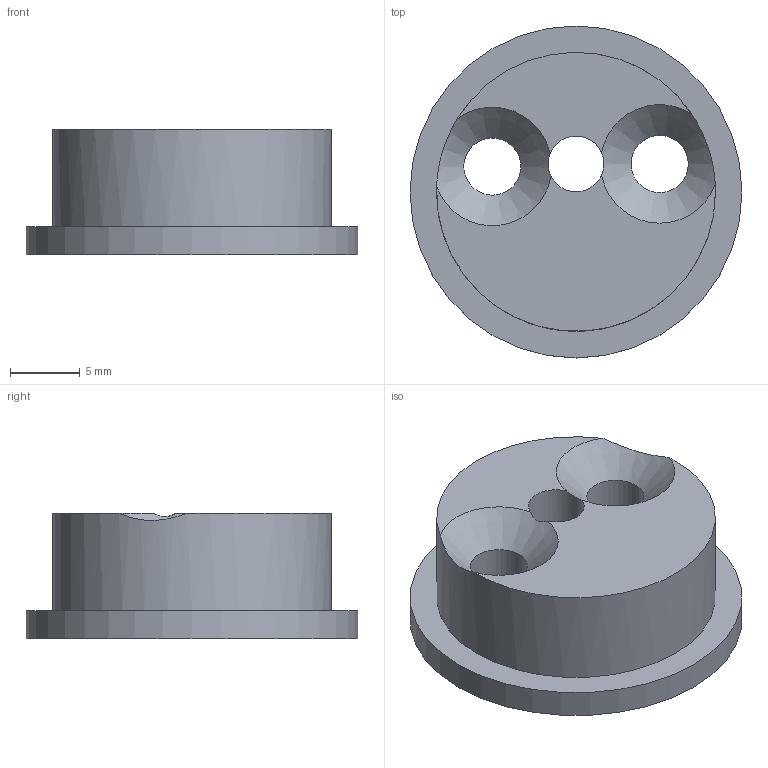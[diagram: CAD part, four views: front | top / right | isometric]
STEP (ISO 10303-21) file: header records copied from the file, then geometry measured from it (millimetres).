
FILE_DESCRIPTION(/* description */ (''),/* implementation_level */ '2;1');
FILE_NAME(/* name */ 'Gearbox crankshaft_v4.step',/* time_stamp */ '2023-12-13T12:03:03-06:00',/* author */ (''),/* organization */ (''),/* preprocessor_version */ 'ST-DEVELOPER v20',/* originating_system */ 'Autodesk Translation Framework v12.14.0.127',/* authorisation */ '');
FILE_SCHEMA (('AUTOMOTIVE_DESIGN { 1 0 10303 214 3 1 1 }'));
Length unit declared in the file: millimetre
Products named in the file (1): Gearbox crankshaft
Bounding box: 23.8 x 23.8 x 9 mm (x, y, z)
Volume: 2654.4 mm3; surface area: 1719.4 mm2
Topology: 1 solids, 1 shells, 11 faces, 31 edges, 20 vertices
Faces by surface type: cylinder 5, plane 4, cone 2
Full cylindrical faces by diameter (mm): 4 x1, 4.1 x2, 20 x1, 23.8 x1
Entity records: 436 total; most frequent: CARTESIAN_POINT 102, DIRECTION 65, ORIENTED_EDGE 62, EDGE_CURVE 31, AXIS2_PLACEMENT_3D 29, VERTEX_POINT 20, CIRCLE 17, EDGE_LOOP 15
